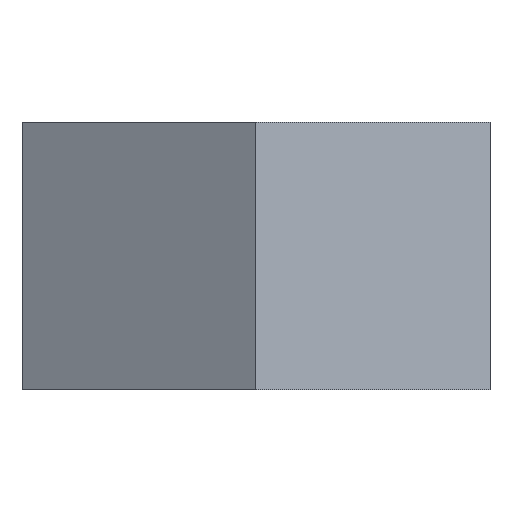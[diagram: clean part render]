
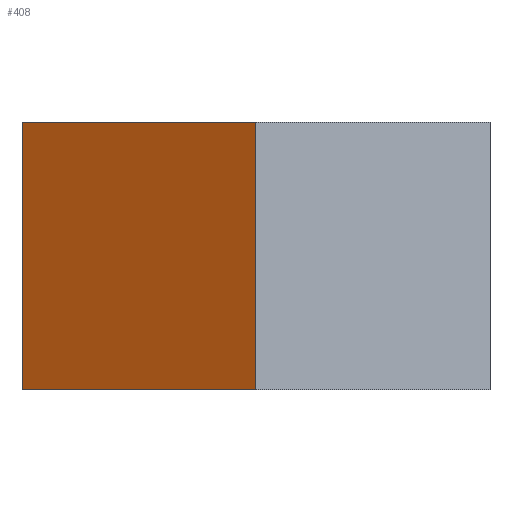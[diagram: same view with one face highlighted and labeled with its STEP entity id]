
A CAD part, left-side view. The second image highlights one B-rep face of the part: STEP entity #408.
In plain terms, the highlighted planar face has unit normal (-0.866, 0.5, 0).
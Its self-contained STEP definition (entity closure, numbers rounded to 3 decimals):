
#18=PLANE('',#446);
#42=FACE_OUTER_BOUND('',#65,.T.);
#65=EDGE_LOOP('',(#347,#348,#349,#350));
#116=LINE('',#1576,#144);
#121=LINE('',#1587,#149);
#122=LINE('',#1589,#150);
#123=LINE('',#1590,#151);
#144=VECTOR('',#498,10.);
#149=VECTOR('',#507,10.);
#150=VECTOR('',#508,10.);
#151=VECTOR('',#509,10.);
#190=VERTEX_POINT('',#1573);
#191=VERTEX_POINT('',#1575);
#195=VERTEX_POINT('',#1586);
#196=VERTEX_POINT('',#1588);
#244=EDGE_CURVE('',#190,#191,#116,.T.);
#249=EDGE_CURVE('',#190,#195,#121,.T.);
#250=EDGE_CURVE('',#196,#195,#122,.T.);
#251=EDGE_CURVE('',#191,#196,#123,.T.);
#347=ORIENTED_EDGE('',*,*,#244,.F.);
#348=ORIENTED_EDGE('',*,*,#249,.T.);
#349=ORIENTED_EDGE('',*,*,#250,.F.);
#350=ORIENTED_EDGE('',*,*,#251,.F.);
#408=ADVANCED_FACE('',(#42),#18,.T.);
#446=AXIS2_PLACEMENT_3D('',#1585,#505,#506);
#498=DIRECTION('',(-0.5,-0.866,0.));
#505=DIRECTION('center_axis',(-0.866,0.5,0.));
#506=DIRECTION('ref_axis',(0.5,0.866,0.));
#507=DIRECTION('',(0.,0.,-1.));
#508=DIRECTION('',(0.5,0.866,0.));
#509=DIRECTION('',(0.,0.,-1.));
#1573=CARTESIAN_POINT('',(8.979,36.5,-22.6));
#1575=CARTESIAN_POINT('',(6.959,33.,-22.6));
#1576=CARTESIAN_POINT('',(8.979,36.5,-22.6));
#1585=CARTESIAN_POINT('Origin',(6.959,33.,-22.6));
#1586=CARTESIAN_POINT('',(8.979,36.5,-26.6));
#1587=CARTESIAN_POINT('',(8.979,36.5,-22.6));
#1588=CARTESIAN_POINT('',(6.959,33.,-26.6));
#1589=CARTESIAN_POINT('',(8.979,36.5,-26.6));
#1590=CARTESIAN_POINT('',(6.959,33.,-22.6));
